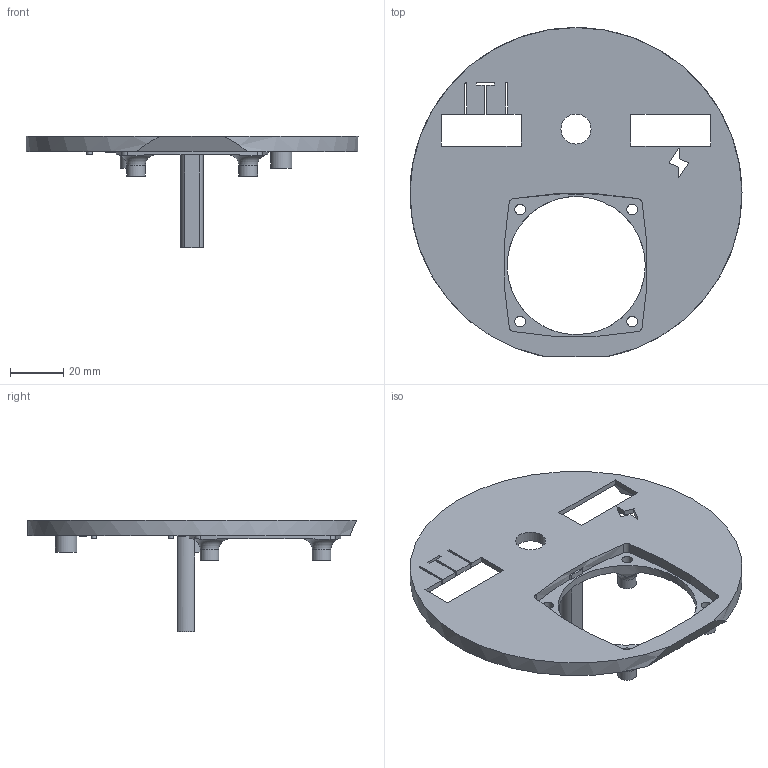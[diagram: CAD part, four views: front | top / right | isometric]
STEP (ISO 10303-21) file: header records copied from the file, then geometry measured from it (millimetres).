
FILE_DESCRIPTION(/* description */ ('STEP AP242','CAx-IF Rec.Pracs.---Representation and Presentation of Product Manufacturing Information (PMI)---4.0---2014-10-13','CAx-IF Rec.Pracs.---3D Tessellated Geometry---0.4---2014-09-14','2;1'),/* implementation_level */ '2;1');
FILE_NAME(/* name */ '6723d25f3074e77bbba282fd',/* time_stamp */ '2024-10-31T18:54:23Z',/* author */ (''),/* organization */ (''),/* preprocessor_version */ 'ST-DEVELOPER v20',/* originating_system */ ' ',/* authorisation */ ' ');
FILE_SCHEMA (('AP242_MANAGED_MODEL_BASED_3D_ENGINEERING_MIM_LF { 1 0 10303 442 1 1 4 }'));
Length unit declared in the file: metre
Products named in the file (1): Face plate
Bounding box: 125 x 123.88 x 42 mm (x, y, z)
Volume: 29735.6 mm3; surface area: 28637 mm2
Topology: 1 solids, 1 shells, 146 faces, 396 edges, 264 vertices
Faces by surface type: plane 98, cylinder 42, torus 6
Full cylindrical faces by diameter (mm): 2 x2, 4 x7, 7 x4, 8 x2, 11.319 x1, 16 x1, 52 x1, 118 x1
Entity records: 4503 total; most frequent: CARTESIAN_POINT 877, DIRECTION 733, ORIENTED_EDGE 714, EDGE_CURVE 357, VERTEX_POINT 250, AXIS2_PLACEMENT_3D 248, LINE 237, VECTOR 237
